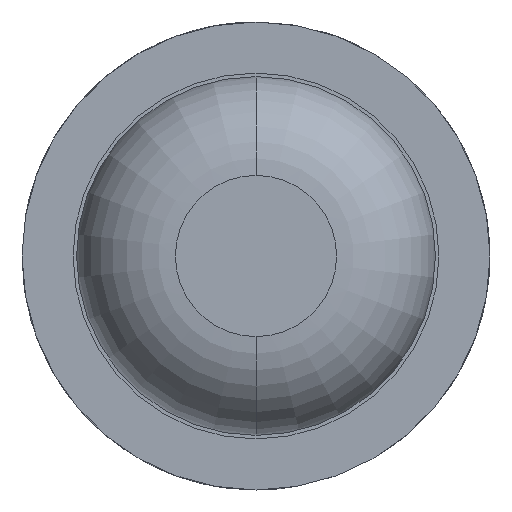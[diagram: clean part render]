
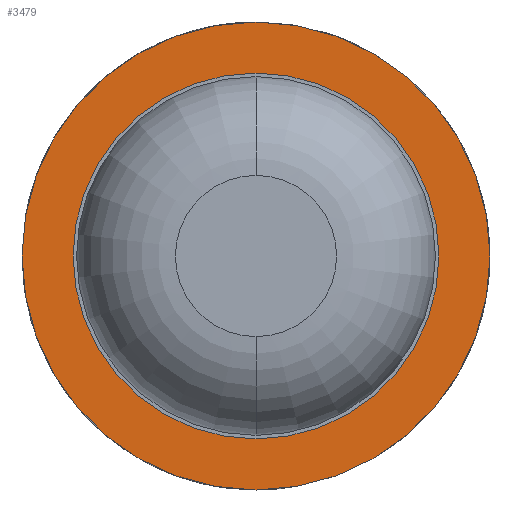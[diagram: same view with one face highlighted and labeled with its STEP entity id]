
A CAD part, front view. The second image highlights one B-rep face of the part: STEP entity #3479.
In plain terms, the highlighted planar face has unit normal (0, -1, 0).
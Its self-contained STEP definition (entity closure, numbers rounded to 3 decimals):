
#48 = ORIENTED_EDGE ( 'NONE', *, *, #151, .T. ) ;
#91 = AXIS2_PLACEMENT_3D ( 'NONE', #1905, #1258, #3600 ) ;
#151 = EDGE_CURVE ( 'Defeature ausgef�hrt1_10+Defeature ausgef�hrt1_11+Defeature ausgef�hrt1_11+Defeature ausgef�hrt1_11', #3796, #1154, #1306, .T. ) ;
#261 = CIRCLE ( 'NONE', #455, 0.255 ) ;
#373 = DIRECTION ( 'NONE',  ( 0., 1., 0. ) ) ;
#390 = EDGE_CURVE ( 'Defeature ausgef�hrt1_10+Defeature ausgef�hrt1_11+Defeature ausgef�hrt1_11+Defeature ausgef�hrt1_11', #1154, #3796, #261, .T. ) ;
#455 = AXIS2_PLACEMENT_3D ( 'NONE', #2686, #373, #4019 ) ;
#481 = PLANE ( 'NONE',  #1576 ) ;
#776 = EDGE_LOOP ( 'NONE', ( #1239, #4098 ) ) ;
#1154 = VERTEX_POINT ( 'NONE', #3471 ) ;
#1239 = ORIENTED_EDGE ( 'NONE', *, *, #3194, .F. ) ;
#1258 = DIRECTION ( 'NONE',  ( 0., 1., 0. ) ) ;
#1306 = CIRCLE ( 'NONE', #3673, 0.255 ) ;
#1362 = DIRECTION ( 'NONE',  ( 0., 0., 1. ) ) ;
#1389 = DIRECTION ( 'NONE',  ( 0., 1., 0. ) ) ;
#1455 = DIRECTION ( 'NONE',  ( 0., 0., 1. ) ) ;
#1576 = AXIS2_PLACEMENT_3D ( 'NONE', #2149, #3100, #1455 ) ;
#1601 = EDGE_CURVE ( 'Defeature ausgef�hrt1_8+Defeature ausgef�hrt1_10+Defeature ausgef�hrt1_10+Defeature ausgef�hrt1_10', #2609, #3096, #4013, .T. ) ;
#1621 = ORIENTED_EDGE ( 'NONE', *, *, #390, .T. ) ;
#1641 = CARTESIAN_POINT ( 'NONE',  ( 0., 2.8, -0.45 ) ) ;
#1905 = CARTESIAN_POINT ( 'NONE',  ( 0., 2.8, 0. ) ) ;
#2149 = CARTESIAN_POINT ( 'NONE',  ( 0.45, 2.8, 0. ) ) ;
#2191 = CARTESIAN_POINT ( 'NONE',  ( 0., 2.8, -0.255 ) ) ;
#2260 = DIRECTION ( 'NONE',  ( 0., 0., 1. ) ) ;
#2409 = CIRCLE ( 'NONE', #91, 0.45 ) ;
#2609 = VERTEX_POINT ( 'NONE', #1641 ) ;
#2628 = CARTESIAN_POINT ( 'NONE',  ( 0., 2.8, 0. ) ) ;
#2686 = CARTESIAN_POINT ( 'NONE',  ( 0., 2.8, 0. ) ) ;
#2740 = AXIS2_PLACEMENT_3D ( 'NONE', #2628, #4312, #2260 ) ;
#2868 = EDGE_LOOP ( 'NONE', ( #1621, #48 ) ) ;
#2984 = FACE_BOUND ( 'NONE', #2868, .T. ) ;
#3096 = VERTEX_POINT ( 'NONE', #3520 ) ;
#3100 = DIRECTION ( 'NONE',  ( 0., 1., 0. ) ) ;
#3194 = EDGE_CURVE ( 'Defeature ausgef�hrt1_8+Defeature ausgef�hrt1_10+Defeature ausgef�hrt1_10+Defeature ausgef�hrt1_10', #3096, #2609, #2409, .T. ) ;
#3380 = CARTESIAN_POINT ( 'NONE',  ( 0., 2.8, 0. ) ) ;
#3471 = CARTESIAN_POINT ( 'NONE',  ( 0., 2.8, 0.255 ) ) ;
#3479 = ADVANCED_FACE ( 'Defeature ausgef�hrt1_10', ( #3980, #2984 ), #481, .F. ) ;
#3520 = CARTESIAN_POINT ( 'NONE',  ( 0., 2.8, 0.45 ) ) ;
#3600 = DIRECTION ( 'NONE',  ( 0., 0., 1. ) ) ;
#3673 = AXIS2_PLACEMENT_3D ( 'NONE', #3380, #1389, #1362 ) ;
#3796 = VERTEX_POINT ( 'NONE', #2191 ) ;
#3980 = FACE_OUTER_BOUND ( 'NONE', #776, .T. ) ;
#4013 = CIRCLE ( 'NONE', #2740, 0.45 ) ;
#4019 = DIRECTION ( 'NONE',  ( 0., 0., 1. ) ) ;
#4098 = ORIENTED_EDGE ( 'NONE', *, *, #1601, .F. ) ;
#4312 = DIRECTION ( 'NONE',  ( 0., 1., 0. ) ) ;
